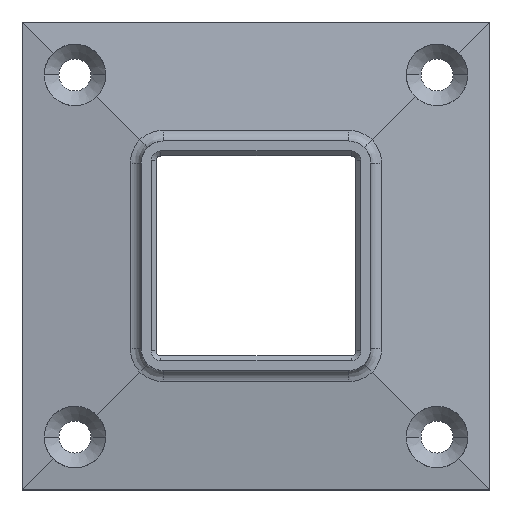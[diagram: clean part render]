
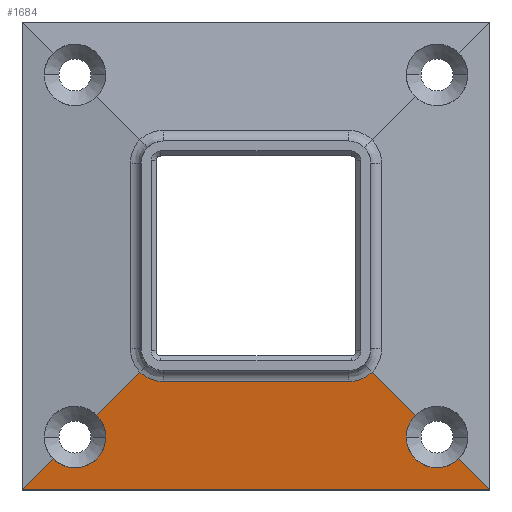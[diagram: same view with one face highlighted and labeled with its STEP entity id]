
A CAD part, top view. The second image highlights one B-rep face of the part: STEP entity #1684.
In plain terms, the highlighted planar face has unit normal (0, -0.123, 0.992).
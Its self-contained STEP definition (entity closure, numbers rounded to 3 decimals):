
#14 = CARTESIAN_POINT ( 'NONE',  ( -23.594, -23.594, 2.964 ) ) ;
#67 = CARTESIAN_POINT ( 'NONE',  ( 30.5, -36.75, 1.333 ) ) ;
#73 = VECTOR ( 'NONE', #1071, 1000. ) ;
#99 = ORIENTED_EDGE ( 'NONE', *, *, #952, .T. ) ;
#151 = LINE ( 'NONE', #2022, #754 ) ;
#211 = ORIENTED_EDGE ( 'NONE', *, *, #2350, .T. ) ;
#403 = VECTOR ( 'NONE', #1519, 1000. ) ;
#404 = EDGE_CURVE ( 'NONE', #3908, #933, #930, .T. ) ;
#441 = DIRECTION ( 'NONE',  ( 1., 0., 0. ) ) ;
#475 = CARTESIAN_POINT ( 'NONE',  ( 41.169, -41.169, 0.785 ) ) ;
#519 = VERTEX_POINT ( 'NONE', #3750 ) ;
#541 = AXIS2_PLACEMENT_3D ( 'NONE', #1188, #3030, #561 ) ;
#544 = VERTEX_POINT ( 'NONE', #2560 ) ;
#561 = DIRECTION ( 'NONE',  ( 0., 0.992, 0.123 ) ) ;
#616 = CARTESIAN_POINT ( 'NONE',  ( -31.143, -33.518, 1.733 ) ) ;
#644 = EDGE_CURVE ( 'NONE', #1284, #3494, #1729, .T. ) ;
#736 = EDGE_CURVE ( 'NONE', #2373, #933, #3021, .T. ) ;
#754 = VECTOR ( 'NONE', #2917, 1000. ) ;
#772 = ORIENTED_EDGE ( 'NONE', *, *, #820, .T. ) ;
#782 = EDGE_CURVE ( 'NONE', #544, #2262, #1782, .T. ) ;
#820 = EDGE_CURVE ( 'NONE', #3908, #3790, #1513, .T. ) ;
#827 = CARTESIAN_POINT ( 'NONE',  ( -18.8, -25.492, 2.728 ) ) ;
#866 = CARTESIAN_POINT ( 'NONE',  ( 30.5, -35.07, 1.541 ) ) ;
#877 = CARTESIAN_POINT ( 'NONE',  ( 41.169, -41.169, 0.785 ) ) ;
#886 = CARTESIAN_POINT ( 'NONE',  ( -30.5, -36.75, 1.333 ) ) ;
#889 = CARTESIAN_POINT ( 'NONE',  ( 31.143, -33.518, 1.733 ) ) ;
#930 = LINE ( 'NONE', #1855, #1441 ) ;
#933 = VERTEX_POINT ( 'NONE', #14 ) ;
#952 = EDGE_CURVE ( 'NONE', #3790, #3494, #1360, .T. ) ;
#984 = CARTESIAN_POINT ( 'NONE',  ( 18.8, -25.492, 2.728 ) ) ;
#1071 = DIRECTION ( 'NONE',  ( 0.704, 0.704, 0.087 ) ) ;
#1092 = CARTESIAN_POINT ( 'NONE',  ( -22.28, -24.828, 2.811 ) ) ;
#1093 = CARTESIAN_POINT ( 'NONE',  ( -47.5, -47.5, 0. ) ) ;
#1109 = CARTESIAN_POINT ( 'NONE',  ( -18.8, -25.492, 2.728 ) ) ;
#1185 = CARTESIAN_POINT ( 'NONE',  ( -30.5, -35.07, 1.541 ) ) ;
#1187 = CARTESIAN_POINT ( 'NONE',  ( 30.5, -36.75, 1.333 ) ) ;
#1188 = CARTESIAN_POINT ( 'NONE',  ( 0., -0.719, 5.799 ) ) ;
#1189 = ORIENTED_EDGE ( 'NONE', *, *, #3978, .T. ) ;
#1231 = CARTESIAN_POINT ( 'NONE',  ( 47.5, -47.5, 0. ) ) ;
#1284 = VERTEX_POINT ( 'NONE', #1291 ) ;
#1290 = CARTESIAN_POINT ( 'NONE',  ( 23.594, -23.594, 2.964 ) ) ;
#1291 = CARTESIAN_POINT ( 'NONE',  ( -47.5, -47.5, 0. ) ) ;
#1296 = VERTEX_POINT ( 'NONE', #67 ) ;
#1357 = CARTESIAN_POINT ( 'NONE',  ( -36.544, -45.795, 0.211 ) ) ;
#1360 =( BOUNDED_CURVE ( )  B_SPLINE_CURVE ( 3, ( #2843, #3839, #1357, #2596 ),
 .UNSPECIFIED., .F., .F. ) 
 B_SPLINE_CURVE_WITH_KNOTS ( ( 4, 4 ),
 ( 1.571, 3.927 ),
 .UNSPECIFIED. ) 
 CURVE ( )  GEOMETRIC_REPRESENTATION_ITEM ( )  RATIONAL_B_SPLINE_CURVE ( ( 1., 0.588, 0.588, 1. ) ) 
 REPRESENTATION_ITEM ( '' )  );
#1402 = CARTESIAN_POINT ( 'NONE',  ( -20.603, -25.492, 2.728 ) ) ;
#1441 = VECTOR ( 'NONE', #4031, 1000. ) ;
#1450 = CARTESIAN_POINT ( 'NONE',  ( 32.331, -32.331, 1.881 ) ) ;
#1499 = FACE_OUTER_BOUND ( 'NONE', #2895, .T. ) ;
#1513 =( BOUNDED_CURVE ( )  B_SPLINE_CURVE ( 3, ( #2797, #616, #1185, #886 ),
 .UNSPECIFIED., .F., .F. ) 
 B_SPLINE_CURVE_WITH_KNOTS ( ( 4, 4 ),
 ( 0.785, 1.571 ),
 .UNSPECIFIED. ) 
 CURVE ( )  GEOMETRIC_REPRESENTATION_ITEM ( )  RATIONAL_B_SPLINE_CURVE ( ( 1., 0.949, 0.949, 1. ) ) 
 REPRESENTATION_ITEM ( '' )  );
#1519 = DIRECTION ( 'NONE',  ( -0.704, 0.704, 0.087 ) ) ;
#1594 = ORIENTED_EDGE ( 'NONE', *, *, #782, .T. ) ;
#1635 = ORIENTED_EDGE ( 'NONE', *, *, #3888, .T. ) ;
#1662 = CARTESIAN_POINT ( 'NONE',  ( -32.331, -32.331, 1.881 ) ) ;
#1684 = ADVANCED_FACE ( 'NONE', ( #1499 ), #1831, .F. ) ;
#1729 = LINE ( 'NONE', #3941, #73 ) ;
#1782 = LINE ( 'NONE', #1231, #403 ) ;
#1823 = EDGE_CURVE ( 'NONE', #519, #3627, #2607, .T. ) ;
#1831 = PLANE ( 'NONE',  #541 ) ;
#1855 = CARTESIAN_POINT ( 'NONE',  ( -47.5, -47.5, 0. ) ) ;
#1885 = CARTESIAN_POINT ( 'NONE',  ( 22.28, -24.828, 2.811 ) ) ;
#1937 = ORIENTED_EDGE ( 'NONE', *, *, #644, .F. ) ;
#2022 = CARTESIAN_POINT ( 'NONE',  ( 47.5, -47.5, 0. ) ) ;
#2029 = LINE ( 'NONE', #1093, #3423 ) ;
#2069 = CARTESIAN_POINT ( 'NONE',  ( -23.594, -23.594, 2.964 ) ) ;
#2077 = VERTEX_POINT ( 'NONE', #1450 ) ;
#2219 = ORIENTED_EDGE ( 'NONE', *, *, #2441, .T. ) ;
#2262 = VERTEX_POINT ( 'NONE', #475 ) ;
#2350 = EDGE_CURVE ( 'NONE', #1284, #544, #2029, .T. ) ;
#2373 = VERTEX_POINT ( 'NONE', #1109 ) ;
#2435 = DIRECTION ( 'NONE',  ( -1., 0., 0. ) ) ;
#2441 = EDGE_CURVE ( 'NONE', #3627, #2373, #3660, .T. ) ;
#2560 = CARTESIAN_POINT ( 'NONE',  ( 47.5, -47.5, 0. ) ) ;
#2596 = CARTESIAN_POINT ( 'NONE',  ( -41.169, -41.169, 0.785 ) ) ;
#2607 =( BOUNDED_CURVE ( )  B_SPLINE_CURVE ( 3, ( #1290, #1885, #3773, #984 ),
 .UNSPECIFIED., .F., .T. ) 
 B_SPLINE_CURVE_WITH_KNOTS ( ( 4, 4 ),
 ( 5.529, 6.283 ),
 .UNSPECIFIED. ) 
 CURVE ( )  GEOMETRIC_REPRESENTATION_ITEM ( )  RATIONAL_B_SPLINE_CURVE ( ( 1., 0.953, 0.953, 1. ) ) 
 REPRESENTATION_ITEM ( '' )  );
#2617 = ORIENTED_EDGE ( 'NONE', *, *, #736, .T. ) ;
#2629 =( BOUNDED_CURVE ( )  B_SPLINE_CURVE ( 3, ( #1187, #866, #889, #3029 ),
 .UNSPECIFIED., .F., .T. ) 
 B_SPLINE_CURVE_WITH_KNOTS ( ( 4, 4 ),
 ( 4.712, 5.498 ),
 .UNSPECIFIED. ) 
 CURVE ( )  GEOMETRIC_REPRESENTATION_ITEM ( )  RATIONAL_B_SPLINE_CURVE ( ( 1., 0.949, 0.949, 1. ) ) 
 REPRESENTATION_ITEM ( '' )  );
#2797 = CARTESIAN_POINT ( 'NONE',  ( -32.331, -32.331, 1.881 ) ) ;
#2818 = ORIENTED_EDGE ( 'NONE', *, *, #3742, .T. ) ;
#2843 = CARTESIAN_POINT ( 'NONE',  ( -30.5, -36.75, 1.333 ) ) ;
#2888 = CARTESIAN_POINT ( 'NONE',  ( -41.169, -41.169, 0.785 ) ) ;
#2895 = EDGE_LOOP ( 'NONE', ( #3159, #772, #99, #1937, #211, #1594, #1189, #2818, #1635, #3573, #2219, #2617 ) ) ;
#2917 = DIRECTION ( 'NONE',  ( -0.704, 0.704, 0.087 ) ) ;
#2961 = VECTOR ( 'NONE', #2435, 1000. ) ;
#3021 =( BOUNDED_CURVE ( )  B_SPLINE_CURVE ( 3, ( #827, #1402, #1092, #2069 ),
 .UNSPECIFIED., .F., .F. ) 
 B_SPLINE_CURVE_WITH_KNOTS ( ( 4, 4 ),
 ( 0., 0.754 ),
 .UNSPECIFIED. ) 
 CURVE ( )  GEOMETRIC_REPRESENTATION_ITEM ( )  RATIONAL_B_SPLINE_CURVE ( ( 1., 0.953, 0.953, 1. ) ) 
 REPRESENTATION_ITEM ( '' )  );
#3029 = CARTESIAN_POINT ( 'NONE',  ( 32.331, -32.331, 1.881 ) ) ;
#3030 = DIRECTION ( 'NONE',  ( 0., 0.123, -0.992 ) ) ;
#3159 = ORIENTED_EDGE ( 'NONE', *, *, #404, .F. ) ;
#3330 = CARTESIAN_POINT ( 'NONE',  ( 30.5, -43.292, 0.522 ) ) ;
#3382 = CARTESIAN_POINT ( 'NONE',  ( -30.5, -36.75, 1.333 ) ) ;
#3423 = VECTOR ( 'NONE', #441, 1000. ) ;
#3494 = VERTEX_POINT ( 'NONE', #2888 ) ;
#3573 = ORIENTED_EDGE ( 'NONE', *, *, #1823, .T. ) ;
#3627 = VERTEX_POINT ( 'NONE', #3890 ) ;
#3660 = LINE ( 'NONE', #3921, #2961 ) ;
#3671 = CARTESIAN_POINT ( 'NONE',  ( 30.5, -36.75, 1.333 ) ) ;
#3742 = EDGE_CURVE ( 'NONE', #1296, #2077, #2629, .T. ) ;
#3750 = CARTESIAN_POINT ( 'NONE',  ( 23.594, -23.594, 2.964 ) ) ;
#3773 = CARTESIAN_POINT ( 'NONE',  ( 20.603, -25.492, 2.728 ) ) ;
#3790 = VERTEX_POINT ( 'NONE', #3382 ) ;
#3839 = CARTESIAN_POINT ( 'NONE',  ( -30.5, -43.292, 0.522 ) ) ;
#3883 =( BOUNDED_CURVE ( )  B_SPLINE_CURVE ( 3, ( #877, #3975, #3330, #3671 ),
 .UNSPECIFIED., .F., .T. ) 
 B_SPLINE_CURVE_WITH_KNOTS ( ( 4, 4 ),
 ( 2.356, 4.712 ),
 .UNSPECIFIED. ) 
 CURVE ( )  GEOMETRIC_REPRESENTATION_ITEM ( )  RATIONAL_B_SPLINE_CURVE ( ( 1., 0.588, 0.588, 1. ) ) 
 REPRESENTATION_ITEM ( '' )  );
#3888 = EDGE_CURVE ( 'NONE', #2077, #519, #151, .T. ) ;
#3890 = CARTESIAN_POINT ( 'NONE',  ( 18.8, -25.492, 2.728 ) ) ;
#3908 = VERTEX_POINT ( 'NONE', #1662 ) ;
#3921 = CARTESIAN_POINT ( 'NONE',  ( -18.8, -25.492, 2.728 ) ) ;
#3941 = CARTESIAN_POINT ( 'NONE',  ( -47.5, -47.5, 0. ) ) ;
#3975 = CARTESIAN_POINT ( 'NONE',  ( 36.544, -45.795, 0.211 ) ) ;
#3978 = EDGE_CURVE ( 'NONE', #2262, #1296, #3883, .T. ) ;
#4031 = DIRECTION ( 'NONE',  ( 0.704, 0.704, 0.087 ) ) ;
